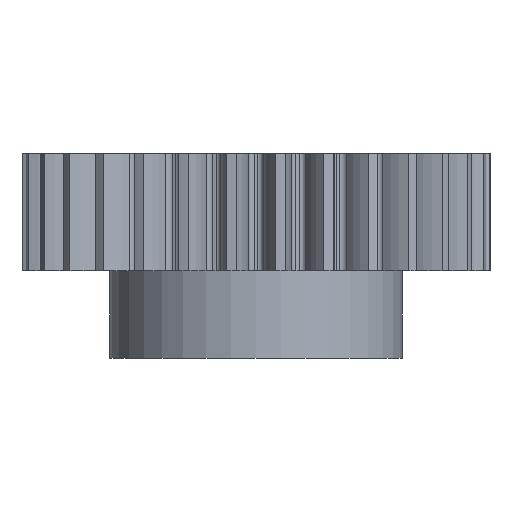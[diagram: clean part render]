
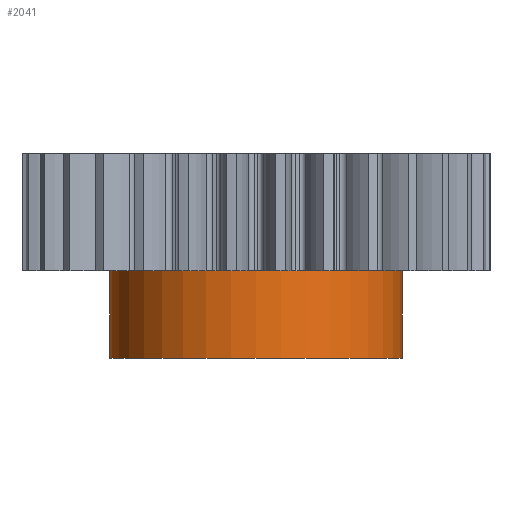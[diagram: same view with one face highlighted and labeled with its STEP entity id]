
A CAD part, front view. The second image highlights one B-rep face of the part: STEP entity #2041.
In plain terms, the highlighted cylindrical face has radius 25 mm (diameter 50 mm), a partial arc.
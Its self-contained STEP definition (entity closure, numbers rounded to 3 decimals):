
#1285 = FACE_OUTER_BOUND ( 'NONE', #2042, .T. ) ;
#1845 = DIRECTION ( 'NONE',  ( 1., 0., 0. ) ) ;
#1846 = DIRECTION ( 'NONE',  ( 0., 0., 1. ) ) ;
#1847 = CARTESIAN_POINT ( 'NONE',  ( 0., 0., -35. ) ) ;
#1848 = AXIS2_PLACEMENT_3D ( 'NONE', #1847, #1846, #1845 ) ;
#1849 = CYLINDRICAL_SURFACE ( 'NONE', #1848, 25. ) ;
#2041 = ADVANCED_FACE ( 'NONE', ( #1285 ), #1849, .T. ) ;
#2042 = EDGE_LOOP ( 'NONE', ( #2086, #2073, #2132, #2134 ) ) ;
#2065 = CARTESIAN_POINT ( 'NONE',  ( 0., 0., 0. ) ) ;
#2073 = ORIENTED_EDGE ( 'NONE', *, *, #2161, .F. ) ;
#2084 = EDGE_CURVE ( 'NONE', #2162, #2126, #2090, .T. ) ;
#2085 = DIRECTION ( 'NONE',  ( 1., 0., 0. ) ) ;
#2086 = ORIENTED_EDGE ( 'NONE', *, *, #2165, .F. ) ;
#2087 = DIRECTION ( 'NONE',  ( 0., 0., -1. ) ) ;
#2089 = AXIS2_PLACEMENT_3D ( 'NONE', #2065, #2087, #2085 ) ;
#2090 = CIRCLE ( 'NONE', #2089, 25. ) ;
#2118 = CARTESIAN_POINT ( 'NONE',  ( -25., 0., 0. ) ) ;
#2126 = VERTEX_POINT ( 'NONE', #2118 ) ;
#2132 = ORIENTED_EDGE ( 'NONE', *, *, #2155, .T. ) ;
#2134 = ORIENTED_EDGE ( 'NONE', *, *, #2084, .T. ) ;
#2155 = EDGE_CURVE ( 'NONE', #2182, #2162, #2280, .T. ) ;
#2161 = EDGE_CURVE ( 'NONE', #2182, #2171, #2359, .T. ) ;
#2162 = VERTEX_POINT ( 'NONE', #2384 ) ;
#2165 = EDGE_CURVE ( 'NONE', #2171, #2126, #2408, .T. ) ;
#2171 = VERTEX_POINT ( 'NONE', #2402 ) ;
#2182 = VERTEX_POINT ( 'NONE', #2434 ) ;
#2277 = VECTOR ( 'NONE', #2279, 1000. ) ;
#2278 = CARTESIAN_POINT ( 'NONE',  ( 25., 0., -35. ) ) ;
#2279 = DIRECTION ( 'NONE',  ( 0., 0., 1. ) ) ;
#2280 = LINE ( 'NONE', #2278, #2277 ) ;
#2359 = CIRCLE ( 'NONE', #2388, 25. ) ;
#2384 = CARTESIAN_POINT ( 'NONE',  ( 25., 0., 0. ) ) ;
#2385 = DIRECTION ( 'NONE',  ( -1., 0., 0. ) ) ;
#2386 = DIRECTION ( 'NONE',  ( 0., 0., -1. ) ) ;
#2387 = CARTESIAN_POINT ( 'NONE',  ( 0., 0., -15. ) ) ;
#2388 = AXIS2_PLACEMENT_3D ( 'NONE', #2387, #2386, #2385 ) ;
#2402 = CARTESIAN_POINT ( 'NONE',  ( -25., 0., -15. ) ) ;
#2405 = DIRECTION ( 'NONE',  ( 0., 0., 1. ) ) ;
#2406 = VECTOR ( 'NONE', #2405, 1000. ) ;
#2407 = CARTESIAN_POINT ( 'NONE',  ( -25., 0., -35. ) ) ;
#2408 = LINE ( 'NONE', #2407, #2406 ) ;
#2434 = CARTESIAN_POINT ( 'NONE',  ( 25., 0., -15. ) ) ;
